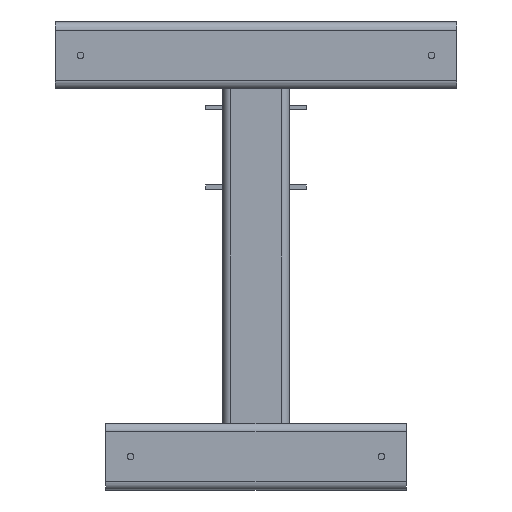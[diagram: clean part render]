
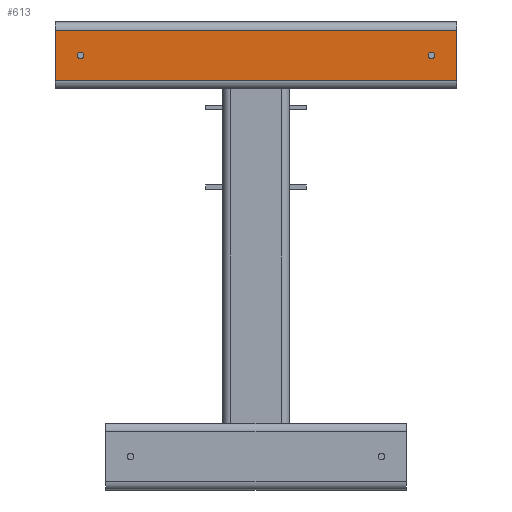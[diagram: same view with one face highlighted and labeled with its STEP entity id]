
A CAD part, front view. The second image highlights one B-rep face of the part: STEP entity #613.
In plain terms, the highlighted planar face has unit normal (0, -1, 0).
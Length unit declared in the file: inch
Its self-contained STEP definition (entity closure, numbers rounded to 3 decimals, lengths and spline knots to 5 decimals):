
#513 = VERTEX_POINT ( 'NONE', #3126 ) ;
#530 = EDGE_CURVE ( 'NONE', #1363, #513, #3182, .T. ) ;
#542 = VERTEX_POINT ( 'NONE', #3157 ) ;
#544 = VERTEX_POINT ( 'NONE', #3214 ) ;
#545 = EDGE_CURVE ( 'NONE', #544, #542, #3213, .T. ) ;
#565 = VERTEX_POINT ( 'NONE', #3278 ) ;
#594 = ORIENTED_EDGE ( 'NONE', *, *, #606, .F. ) ;
#596 = EDGE_LOOP ( 'NONE', ( #638, #636, #628, #621 ) ) ;
#597 = EDGE_LOOP ( 'NONE', ( #594, #603 ) ) ;
#598 = ORIENTED_EDGE ( 'NONE', *, *, #545, .F. ) ;
#603 = ORIENTED_EDGE ( 'NONE', *, *, #530, .F. ) ;
#606 = EDGE_CURVE ( 'NONE', #513, #1363, #3342, .T. ) ;
#607 = EDGE_LOOP ( 'NONE', ( #646, #598 ) ) ;
#613 = ADVANCED_FACE ( 'NONE', ( #3325, #3324, #3323 ), #3329, .F. ) ;
#615 = VERTEX_POINT ( 'NONE', #3318 ) ;
#617 = EDGE_CURVE ( 'NONE', #615, #565, #3312, .T. ) ;
#621 = ORIENTED_EDGE ( 'NONE', *, *, #617, .T. ) ;
#628 = ORIENTED_EDGE ( 'NONE', *, *, #630, .F. ) ;
#630 = EDGE_CURVE ( 'NONE', #615, #631, #3357, .T. ) ;
#631 = VERTEX_POINT ( 'NONE', #3353 ) ;
#633 = EDGE_CURVE ( 'NONE', #631, #639, #3346, .T. ) ;
#636 = ORIENTED_EDGE ( 'NONE', *, *, #633, .F. ) ;
#637 = EDGE_CURVE ( 'NONE', #565, #639, #3399, .T. ) ;
#638 = ORIENTED_EDGE ( 'NONE', *, *, #637, .T. ) ;
#639 = VERTEX_POINT ( 'NONE', #3395 ) ;
#646 = ORIENTED_EDGE ( 'NONE', *, *, #647, .F. ) ;
#647 = EDGE_CURVE ( 'NONE', #542, #544, #3387, .T. ) ;
#1363 = VERTEX_POINT ( 'NONE', #4566 ) ;
#3126 = CARTESIAN_POINT ( 'NONE',  ( 10.5, -2., -0.1985 ) ) ;
#3157 = CARTESIAN_POINT ( 'NONE',  ( -10.5, -2., -0.1985 ) ) ;
#3178 = DIRECTION ( 'NONE',  ( 0., 0., -1. ) ) ;
#3179 = DIRECTION ( 'NONE',  ( 0., -1., 0. ) ) ;
#3180 = CARTESIAN_POINT ( 'NONE',  ( 10.5, -2., 0. ) ) ;
#3181 = AXIS2_PLACEMENT_3D ( 'NONE', #3180, #3179, #3178 ) ;
#3182 = CIRCLE ( 'NONE', #3181, 0.1985 ) ;
#3209 = DIRECTION ( 'NONE',  ( 0., 0., -1. ) ) ;
#3210 = DIRECTION ( 'NONE',  ( 0., -1., 0. ) ) ;
#3211 = CARTESIAN_POINT ( 'NONE',  ( -10.5, -2., 0. ) ) ;
#3212 = AXIS2_PLACEMENT_3D ( 'NONE', #3211, #3210, #3209 ) ;
#3213 = CIRCLE ( 'NONE', #3212, 0.1985 ) ;
#3214 = CARTESIAN_POINT ( 'NONE',  ( -10.5, -2., 0.1985 ) ) ;
#3278 = CARTESIAN_POINT ( 'NONE',  ( -12., -2., 1.5 ) ) ;
#3282 = CARTESIAN_POINT ( 'NONE',  ( 10.5, -2., 0. ) ) ;
#3311 = CARTESIAN_POINT ( 'NONE',  ( 12., -2., 1.5 ) ) ;
#3312 = LINE ( 'NONE', #3311, #3373 ) ;
#3318 = CARTESIAN_POINT ( 'NONE',  ( 12., -2., 1.5 ) ) ;
#3319 = DIRECTION ( 'NONE',  ( 0., 0., 1. ) ) ;
#3320 = DIRECTION ( 'NONE',  ( 0., 1., 0. ) ) ;
#3321 = CARTESIAN_POINT ( 'NONE',  ( 12., -2., 1.5 ) ) ;
#3322 = AXIS2_PLACEMENT_3D ( 'NONE', #3321, #3320, #3319 ) ;
#3323 = FACE_OUTER_BOUND ( 'NONE', #596, .T. ) ;
#3324 = FACE_BOUND ( 'NONE', #607, .T. ) ;
#3325 = FACE_BOUND ( 'NONE', #597, .T. ) ;
#3329 = PLANE ( 'NONE',  #3322 ) ;
#3339 = DIRECTION ( 'NONE',  ( 0., 0., -1. ) ) ;
#3340 = DIRECTION ( 'NONE',  ( 0., -1., 0. ) ) ;
#3341 = AXIS2_PLACEMENT_3D ( 'NONE', #3282, #3340, #3339 ) ;
#3342 = CIRCLE ( 'NONE', #3341, 0.1985 ) ;
#3343 = DIRECTION ( 'NONE',  ( -1., 0., 0. ) ) ;
#3344 = VECTOR ( 'NONE', #3343, 39.37008 ) ;
#3345 = CARTESIAN_POINT ( 'NONE',  ( 12., -2., -1.5 ) ) ;
#3346 = LINE ( 'NONE', #3345, #3344 ) ;
#3353 = CARTESIAN_POINT ( 'NONE',  ( 12., -2., -1.5 ) ) ;
#3354 = DIRECTION ( 'NONE',  ( 0., 0., -1. ) ) ;
#3355 = VECTOR ( 'NONE', #3354, 39.37008 ) ;
#3356 = CARTESIAN_POINT ( 'NONE',  ( 12., -2., 1.5 ) ) ;
#3357 = LINE ( 'NONE', #3356, #3355 ) ;
#3372 = DIRECTION ( 'NONE',  ( -1., 0., 0. ) ) ;
#3373 = VECTOR ( 'NONE', #3372, 39.37008 ) ;
#3383 = DIRECTION ( 'NONE',  ( 0., 0., -1. ) ) ;
#3384 = DIRECTION ( 'NONE',  ( 0., -1., 0. ) ) ;
#3385 = CARTESIAN_POINT ( 'NONE',  ( -10.5, -2., 0. ) ) ;
#3386 = AXIS2_PLACEMENT_3D ( 'NONE', #3385, #3384, #3383 ) ;
#3387 = CIRCLE ( 'NONE', #3386, 0.1985 ) ;
#3395 = CARTESIAN_POINT ( 'NONE',  ( -12., -2., -1.5 ) ) ;
#3396 = DIRECTION ( 'NONE',  ( 0., 0., -1. ) ) ;
#3397 = VECTOR ( 'NONE', #3396, 39.37008 ) ;
#3398 = CARTESIAN_POINT ( 'NONE',  ( -12., -2., 1.5 ) ) ;
#3399 = LINE ( 'NONE', #3398, #3397 ) ;
#4566 = CARTESIAN_POINT ( 'NONE',  ( 10.5, -2., 0.1985 ) ) ;
